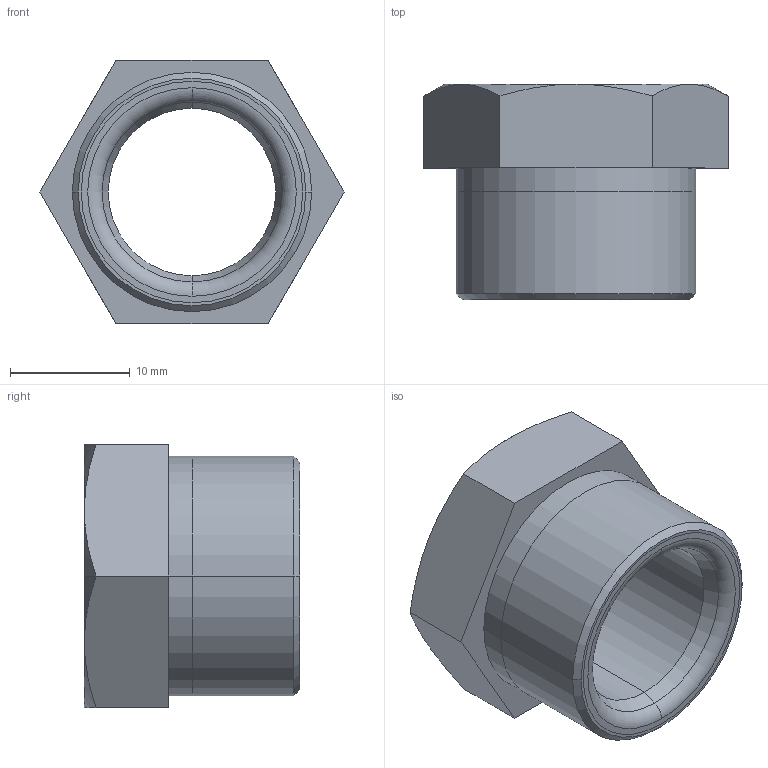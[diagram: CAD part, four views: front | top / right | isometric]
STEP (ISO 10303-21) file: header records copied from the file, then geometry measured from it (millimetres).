
FILE_DESCRIPTION(('STEP AP214'),'1');
FILE_NAME('0112_14_00.stp','2016-07-07T14:21:33',('TraceParts'),('TraceParts S.A.'),'Spatial InterOp 3D',' ',' ');
FILE_SCHEMA(('automotive_design'));
Length unit declared in the file: millimetre
Products named in the file (4): 0112-14-00
Bounding box: 25.4 x 18 x 22 mm (x, y, z)
Volume: 3553.4 mm3; surface area: 3035.9 mm2
Topology: 1 solids, 4 shells, 32 faces, 74 edges, 48 vertices
Faces by surface type: cone 14, plane 10, cylinder 6, torus 2
Entity records: 1040 total; most frequent: CARTESIAN_POINT 242, DIRECTION 168, ORIENTED_EDGE 136, EDGE_CURVE 74, AXIS2_PLACEMENT_3D 70, VERTEX_POINT 48, EDGE_LOOP 36, CIRCLE 34
